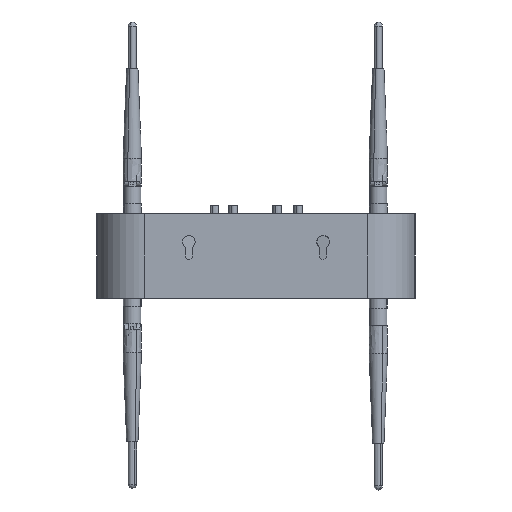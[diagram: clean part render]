
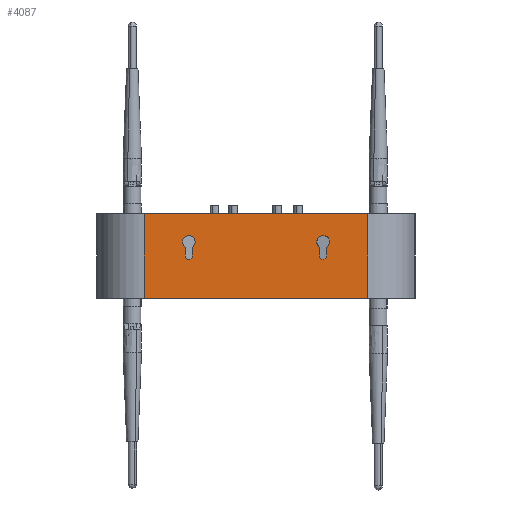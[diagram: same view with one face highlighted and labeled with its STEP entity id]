
A CAD part, front view. The second image highlights one B-rep face of the part: STEP entity #4087.
In plain terms, the highlighted free-form (B-spline) face has degree [1, 1] with [2, 2] control points.
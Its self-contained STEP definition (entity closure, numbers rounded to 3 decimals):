
#1790=CARTESIAN_POINT('',(-45.0,0.0,-23.742));
#1791=VERTEX_POINT('',#1790);
#1797=CARTESIAN_POINT('',(-50.0,0.0,-23.742));
#1798=VERTEX_POINT('',#1797);
#1799=CARTESIAN_POINT('',(-45.0,0.0,-23.742));
#1800=CARTESIAN_POINT('',(-42.225,0.0,-21.888));
#1801=CARTESIAN_POINT('',(-43.194,0.0,-18.694));
#1802=CARTESIAN_POINT('',(-44.163,0.0,-15.5));
#1803=CARTESIAN_POINT('',(-47.5,0.0,-15.5));
#1804=CARTESIAN_POINT('',(-50.837,0.0,-15.5));
#1805=CARTESIAN_POINT('',(-51.806,0.0,-18.694));
#1806=CARTESIAN_POINT('',(-52.775,0.0,-21.888));
#1807=CARTESIAN_POINT('',(-50.0,0.0,-23.742));
#1808=(BOUNDED_CURVE()
B_SPLINE_CURVE(2,(#1799,#1800,#1801,#1802,#1803,#1804,#1805,#1806,#1807),.UNSPECIFIED.,.F.,.F.)
B_SPLINE_CURVE_WITH_KNOTS((3,2,2,2,3),(303.749,376.874,450.0,523.126,596.251),.UNSPECIFIED.)
CURVE()
GEOMETRIC_REPRESENTATION_ITEM()
RATIONAL_B_SPLINE_CURVE((1.0,0.803,1.0,0.803,1.0,0.803,1.0,0.803,1.0))
REPRESENTATION_ITEM(''));
#1809=EDGE_CURVE('',#1791,#1798,#1808,.T.);
#1832=CARTESIAN_POINT('',(-50.0,0.0,-30.0));
#1833=VERTEX_POINT('',#1832);
#1834=CARTESIAN_POINT('',(-50.0,0.0,-23.742));
#1835=CARTESIAN_POINT('',(-50.0,0.0,-30.0));
#1836=B_SPLINE_CURVE_WITH_KNOTS('',1,(#1834,#1835),.UNSPECIFIED.,.F.,.F.,(2,2),(0.0,6.258),.UNSPECIFIED.);
#1837=EDGE_CURVE('',#1798,#1833,#1836,.T.);
#1859=CARTESIAN_POINT('',(-45.0,0.0,-30.0));
#1860=VERTEX_POINT('',#1859);
#1866=CARTESIAN_POINT('',(-45.0,0.0,-30.0));
#1867=CARTESIAN_POINT('',(-45.0,0.0,-23.742));
#1868=B_SPLINE_CURVE_WITH_KNOTS('',1,(#1866,#1867),.UNSPECIFIED.,.F.,.F.,(2,2),(0.0,6.258),.UNSPECIFIED.);
#1869=EDGE_CURVE('',#1860,#1791,#1868,.T.);
#1899=CARTESIAN_POINT('',(-50.0,0.0,-30.0));
#1900=CARTESIAN_POINT('',(-50.0,0.0,-32.5));
#1901=CARTESIAN_POINT('',(-47.5,0.0,-32.5));
#1902=CARTESIAN_POINT('',(-45.0,0.0,-32.5));
#1903=CARTESIAN_POINT('',(-45.0,0.0,-30.0));
#1904=(BOUNDED_CURVE()
B_SPLINE_CURVE(2,(#1899,#1900,#1901,#1902,#1903),.UNSPECIFIED.,.F.,.F.)
B_SPLINE_CURVE_WITH_KNOTS((3,2,3),(180.0,270.0,360.0),.UNSPECIFIED.)
CURVE()
GEOMETRIC_REPRESENTATION_ITEM()
RATIONAL_B_SPLINE_CURVE((1.0,0.707,1.0,0.707,1.0))
REPRESENTATION_ITEM(''));
#1905=EDGE_CURVE('',#1833,#1860,#1904,.T.);
#1916=CARTESIAN_POINT('',(50.0,0.0,-30.0));
#1917=VERTEX_POINT('',#1916);
#1925=CARTESIAN_POINT('',(50.0,0.0,-23.742));
#1926=VERTEX_POINT('',#1925);
#1927=CARTESIAN_POINT('',(50.0,0.0,-30.0));
#1928=CARTESIAN_POINT('',(50.0,0.0,-23.742));
#1929=B_SPLINE_CURVE_WITH_KNOTS('',1,(#1927,#1928),.UNSPECIFIED.,.F.,.F.,(2,2),(0.0,6.258),.UNSPECIFIED.);
#1930=EDGE_CURVE('',#1917,#1926,#1929,.T.);
#1972=CARTESIAN_POINT('',(45.0,0.0,-30.0));
#1973=VERTEX_POINT('',#1972);
#1979=CARTESIAN_POINT('',(45.0,0.0,-30.0));
#1980=CARTESIAN_POINT('',(45.0,0.0,-32.5));
#1981=CARTESIAN_POINT('',(47.5,0.0,-32.5));
#1982=CARTESIAN_POINT('',(50.0,0.0,-32.5));
#1983=CARTESIAN_POINT('',(50.0,0.0,-30.0));
#1984=(BOUNDED_CURVE()
B_SPLINE_CURVE(2,(#1979,#1980,#1981,#1982,#1983),.UNSPECIFIED.,.F.,.F.)
B_SPLINE_CURVE_WITH_KNOTS((3,2,3),(180.0,270.0,360.0),.UNSPECIFIED.)
CURVE()
GEOMETRIC_REPRESENTATION_ITEM()
RATIONAL_B_SPLINE_CURVE((1.0,0.707,1.0,0.707,1.0))
REPRESENTATION_ITEM(''));
#1985=EDGE_CURVE('',#1973,#1917,#1984,.T.);
#2021=CARTESIAN_POINT('',(45.0,0.0,-23.742));
#2022=VERTEX_POINT('',#2021);
#2023=CARTESIAN_POINT('',(50.0,0.0,-23.742));
#2024=CARTESIAN_POINT('',(52.775,0.0,-21.888));
#2025=CARTESIAN_POINT('',(51.806,0.0,-18.694));
#2026=CARTESIAN_POINT('',(50.837,0.0,-15.5));
#2027=CARTESIAN_POINT('',(47.5,0.0,-15.5));
#2028=CARTESIAN_POINT('',(44.163,0.0,-15.5));
#2029=CARTESIAN_POINT('',(43.194,0.0,-18.694));
#2030=CARTESIAN_POINT('',(42.225,0.0,-21.888));
#2031=CARTESIAN_POINT('',(45.0,0.0,-23.742));
#2032=(BOUNDED_CURVE()
B_SPLINE_CURVE(2,(#2023,#2024,#2025,#2026,#2027,#2028,#2029,#2030,#2031),.UNSPECIFIED.,.F.,.F.)
B_SPLINE_CURVE_WITH_KNOTS((3,2,2,2,3),(303.749,376.874,450.0,523.126,596.251),.UNSPECIFIED.)
CURVE()
GEOMETRIC_REPRESENTATION_ITEM()
RATIONAL_B_SPLINE_CURVE((1.0,0.803,1.0,0.803,1.0,0.803,1.0,0.803,1.0))
REPRESENTATION_ITEM(''));
#2033=EDGE_CURVE('',#1926,#2022,#2032,.T.);
#2049=CARTESIAN_POINT('',(45.0,0.0,-23.742));
#2050=CARTESIAN_POINT('',(45.0,0.0,-30.0));
#2051=B_SPLINE_CURVE_WITH_KNOTS('',1,(#2049,#2050),.UNSPECIFIED.,.F.,.F.,(2,2),(0.0,6.258),.UNSPECIFIED.);
#2052=EDGE_CURVE('',#2022,#1973,#2051,.T.);
#2494=CARTESIAN_POINT('',(-79.205,0.0,-0.2));
#2495=VERTEX_POINT('',#2494);
#2502=CARTESIAN_POINT('',(79.205,0.0,-0.2));
#2503=VERTEX_POINT('',#2502);
#2504=CARTESIAN_POINT('',(-79.205,0.0,-0.2));
#2505=CARTESIAN_POINT('',(79.205,0.0,-0.2));
#2506=B_SPLINE_CURVE_WITH_KNOTS('',1,(#2504,#2505),.UNSPECIFIED.,.F.,.F.,(2,2),(0.0,158.409),.UNSPECIFIED.);
#2507=EDGE_CURVE('',#2495,#2503,#2506,.T.);
#4009=CARTESIAN_POINT('',(-79.205,0.0,-59.8));
#4010=VERTEX_POINT('',#4009);
#4011=CARTESIAN_POINT('',(-79.205,0.0,-0.2));
#4012=CARTESIAN_POINT('',(-79.205,0.0,-59.8));
#4013=B_SPLINE_CURVE_WITH_KNOTS('',1,(#4011,#4012),.UNSPECIFIED.,.F.,.F.,(2,2),(0.0,59.6),.UNSPECIFIED.);
#4014=EDGE_CURVE('',#2495,#4010,#4013,.T.);
#4044=CARTESIAN_POINT('',(79.205,0.0,-59.8));
#4045=VERTEX_POINT('',#4044);
#4046=CARTESIAN_POINT('',(79.205,0.0,-0.2));
#4047=CARTESIAN_POINT('',(79.205,0.0,-59.8));
#4048=B_SPLINE_CURVE_WITH_KNOTS('',1,(#4046,#4047),.UNSPECIFIED.,.F.,.F.,(2,2),(0.0,59.6),.UNSPECIFIED.);
#4049=EDGE_CURVE('',#2503,#4045,#4048,.T.);
#4060=CARTESIAN_POINT('',(-79.205,0.0,-0.2));
#4061=CARTESIAN_POINT('',(-79.205,0.0,-59.8));
#4062=CARTESIAN_POINT('',(79.205,0.0,-0.2));
#4063=CARTESIAN_POINT('',(79.205,0.0,-59.8));
#4064=B_SPLINE_SURFACE_WITH_KNOTS('',1,1,((#4060,#4061),(#4062,#4063)),.UNSPECIFIED.,.F.,.F.,.U.,(2,2),(2,2),(0.0,158.409),(0.2,59.8),.UNSPECIFIED.);
#4065=CARTESIAN_POINT('',(-79.205,0.0,-59.8));
#4066=CARTESIAN_POINT('',(79.205,0.0,-59.8));
#4067=B_SPLINE_CURVE_WITH_KNOTS('',1,(#4065,#4066),.UNSPECIFIED.,.F.,.F.,(2,2),(0.0,158.409),.UNSPECIFIED.);
#4068=EDGE_CURVE('',#4010,#4045,#4067,.T.);
#4069=ORIENTED_EDGE('',*,*,#4068,.T.);
#4070=ORIENTED_EDGE('',*,*,#4049,.F.);
#4071=ORIENTED_EDGE('',*,*,#2507,.F.);
#4072=ORIENTED_EDGE('',*,*,#4014,.T.);
#4073=EDGE_LOOP('',(#4069,#4070,#4071,#4072));
#4074=FACE_BOUND('',#4073,.T.);
#4075=ORIENTED_EDGE('',*,*,#1930,.F.);
#4076=ORIENTED_EDGE('',*,*,#1985,.F.);
#4077=ORIENTED_EDGE('',*,*,#2052,.F.);
#4078=ORIENTED_EDGE('',*,*,#2033,.F.);
#4079=EDGE_LOOP('',(#4075,#4076,#4077,#4078));
#4080=FACE_BOUND('',#4079,.T.);
#4081=ORIENTED_EDGE('',*,*,#1809,.F.);
#4082=ORIENTED_EDGE('',*,*,#1869,.F.);
#4083=ORIENTED_EDGE('',*,*,#1905,.F.);
#4084=ORIENTED_EDGE('',*,*,#1837,.F.);
#4085=EDGE_LOOP('',(#4081,#4082,#4083,#4084));
#4086=FACE_BOUND('',#4085,.T.);
#4087=ADVANCED_FACE('',(#4074,#4080,#4086),#4064,.F.);
